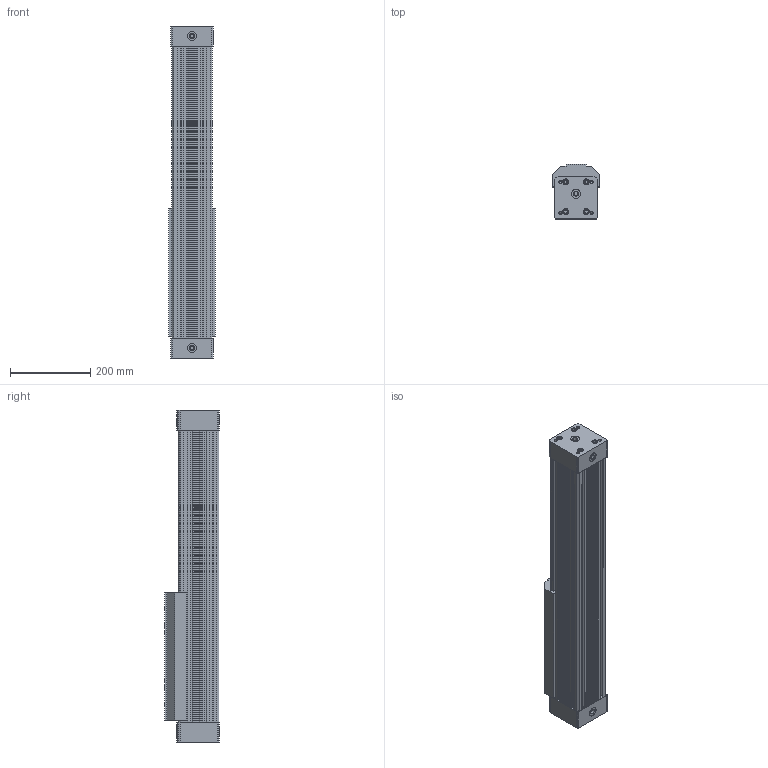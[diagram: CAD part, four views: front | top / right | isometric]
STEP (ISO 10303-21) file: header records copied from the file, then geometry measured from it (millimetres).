
FILE_DESCRIPTION( ( 'STEP AP203' ), '1' );
FILE_NAME( 'MCRPLS-90-63-0400_POS_0.stp', '2021-02-03T19:15:07', ( 'License CC BY-ND 4.0' ), ( 'CADENAS' ), ' ', 'PARTsolutions', ' ' );
FILE_SCHEMA( ( 'CONFIG_CONTROL_DESIGN' ) );
Length unit declared in the file: millimetre
Products named in the file (3): MCRPLS-90-63-0400_POS_0; _MCRPLS-90-63-0400_body; _MCRPLS-90-63-0100_rod
Assembly tree (2 placements, depth 2):
  MCRPLS-90-63-0400_POS_0
    _MCRPLS-90-63-0400_body
    _MCRPLS-90-63-0100_rod
Bounding box: 116 x 137 x 830 mm (x, y, z)
Volume: 6668881.8 mm3; surface area: 891900 mm2
Topology: 2 solids, 2 shells, 723 faces, 1943 edges, 1280 vertices
Faces by surface type: plane 406, cylinder 265, cone 52
Full cylindrical faces by diameter (mm): 6.647 x18, 8.5 x2, 9 x2, 10 x2, 13 x12, 13.5 x4, 15 x8, 23 x6, 63.2 x1
Entity records: 22070 total; most frequent: DIRECTION 3840, CARTESIAN_POINT 3808, ORIENTED_EDGE 3624, EDGE_CURVE 1812, AXIS2_PLACEMENT_3D 1302, VERTEX_POINT 1270, LINE 1236, VECTOR 1236
